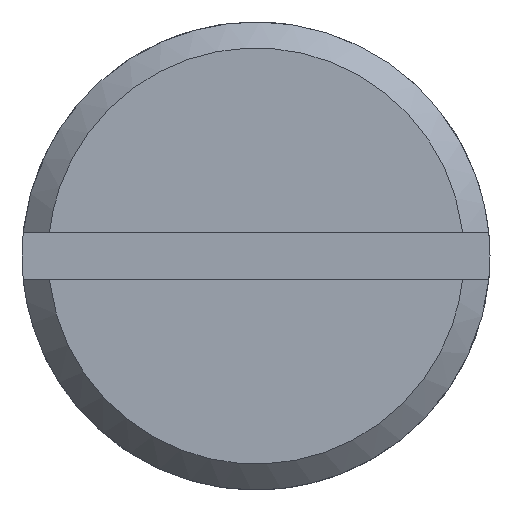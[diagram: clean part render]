
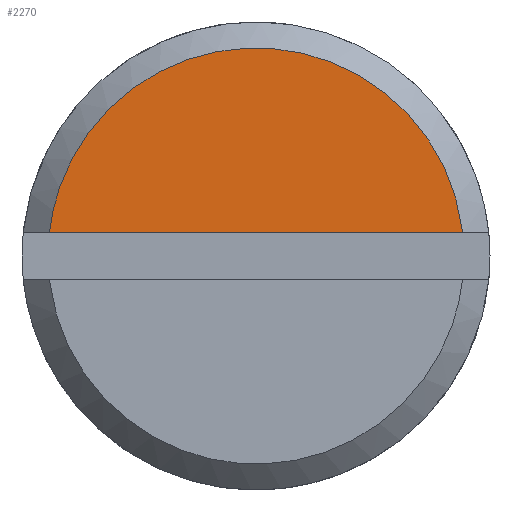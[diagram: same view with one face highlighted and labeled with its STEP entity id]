
A CAD part, front view. The second image highlights one B-rep face of the part: STEP entity #2270.
In plain terms, the highlighted free-form (B-spline) face has degree [1, 1] with [2, 2] control points.
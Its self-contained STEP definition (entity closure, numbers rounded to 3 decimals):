
#2025=CARTESIAN_POINT('',(-12.,-7.949,0.9));
#2026=VERTEX_POINT('',#2025);
#2034=CARTESIAN_POINT('',(-12.,7.949,0.9));
#2035=VERTEX_POINT('',#2034);
#2036=CARTESIAN_POINT('',(-12.,7.949,0.9));
#2037=CARTESIAN_POINT('',(-12.,-7.949,0.9));
#2038=QUASI_UNIFORM_CURVE('',1,(#2036,#2037),.UNSPECIFIED.,.F.,.U.);
#2039=EDGE_CURVE('',#2035,#2026,#2038,.T.);
#2203=CARTESIAN_POINT('',(-12.,-7.949,0.9));
#2204=CARTESIAN_POINT('',(-12.,-7.145,8.0));
#2205=CARTESIAN_POINT('',(-12.,0.0,8.0));
#2206=CARTESIAN_POINT('',(-12.,7.145,8.0));
#2207=CARTESIAN_POINT('',(-12.,7.949,0.9));
#2215=(BOUNDED_CURVE()B_SPLINE_CURVE(2,(#2203,#2204,#2205,#2206,#2207),.UNSPECIFIED.,.F.,.U.)B_SPLINE_CURVE_WITH_KNOTS((3,2,3),(0.0,0.5,1.0),.UNSPECIFIED.)CURVE()GEOMETRIC_REPRESENTATION_ITEM()RATIONAL_B_SPLINE_CURVE((1.0,0.746,1.0,0.746,1.0))REPRESENTATION_ITEM(''));
#2216=EDGE_CURVE('',#2026,#2035,#2215,.T.);
#2261=CARTESIAN_POINT('',(-12.,-8.743,0.545));
#2262=CARTESIAN_POINT('',(-12.,8.743,0.545));
#2263=CARTESIAN_POINT('',(-12.,-8.743,8.355));
#2264=CARTESIAN_POINT('',(-12.,8.743,8.355));
#2265=B_SPLINE_SURFACE_WITH_KNOTS('',1,1,((#2261,#2263),(#2262,#2264)),.UNSPECIFIED.,.F.,.F.,.U.,(2,2),(2,2),(0.0,17.487),(0.0,7.809),.UNSPECIFIED.);
#2266=ORIENTED_EDGE('',*,*,#2039,.T.);
#2267=ORIENTED_EDGE('',*,*,#2216,.T.);
#2268=EDGE_LOOP('',(#2266,#2267));
#2269=FACE_OUTER_BOUND('',#2268,.T.);
#2270=ADVANCED_FACE('',(#2269),#2265,.F.);
